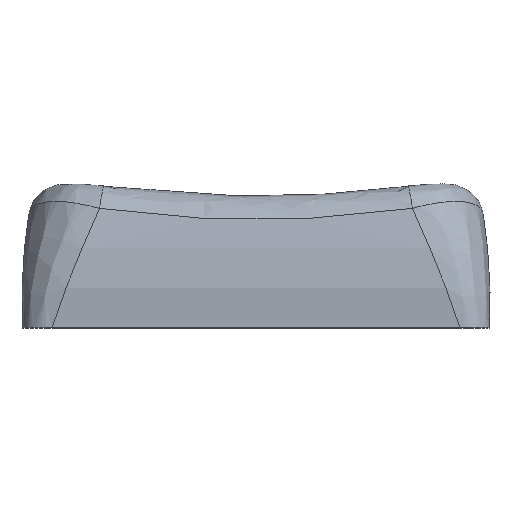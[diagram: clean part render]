
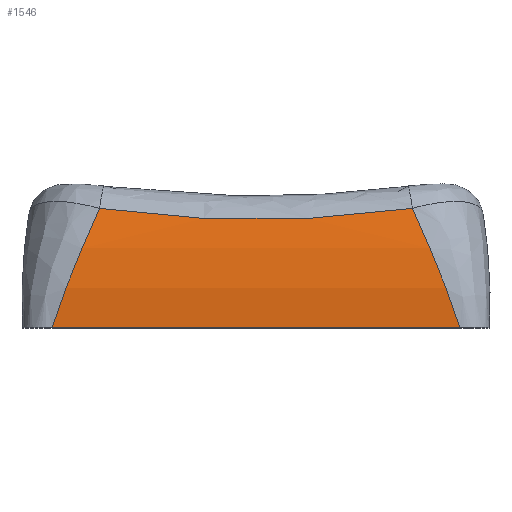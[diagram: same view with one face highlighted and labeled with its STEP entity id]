
A CAD part, top view. The second image highlights one B-rep face of the part: STEP entity #1546.
In plain terms, the highlighted cylindrical face has radius 11.654 mm (diameter 23.308 mm), a partial arc.
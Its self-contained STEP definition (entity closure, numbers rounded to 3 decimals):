
#96=LINE('',#3675,#174);
#174=VECTOR('',#1924,10.);
#228=CYLINDRICAL_SURFACE('',#1678,11.654);
#300=FACE_OUTER_BOUND('',#400,.T.);
#400=EDGE_LOOP('',(#1226,#1227,#1228,#1229));
#461=ELLIPSE('',#1672,38.466,37.237);
#571=B_SPLINE_CURVE_WITH_KNOTS('',3,(#3581,#3582,#3583,#3584,#3585,#3586),
 .UNSPECIFIED.,.F.,.F.,(4,2,4),(-0.102,0.,0.353),
 .UNSPECIFIED.);
#572=B_SPLINE_CURVE_WITH_KNOTS('',3,(#3630,#3631,#3632,#3633,#3634,#3635),
 .UNSPECIFIED.,.F.,.F.,(4,2,4),(-0.102,0.,0.353),
 .UNSPECIFIED.);
#691=VERTEX_POINT('',#3369);
#692=VERTEX_POINT('',#3371);
#698=VERTEX_POINT('',#3568);
#699=VERTEX_POINT('',#3629);
#879=EDGE_CURVE('',#692,#691,#461,.T.);
#891=EDGE_CURVE('',#691,#698,#571,.F.);
#892=EDGE_CURVE('',#699,#692,#572,.T.);
#895=EDGE_CURVE('',#699,#698,#96,.T.);
#1226=ORIENTED_EDGE('',*,*,#891,.T.);
#1227=ORIENTED_EDGE('',*,*,#895,.F.);
#1228=ORIENTED_EDGE('',*,*,#892,.T.);
#1229=ORIENTED_EDGE('',*,*,#879,.T.);
#1546=ADVANCED_FACE('',(#300),#228,.T.);
#1672=AXIS2_PLACEMENT_3D('',#3372,#1910,#1911);
#1678=AXIS2_PLACEMENT_3D('',#3674,#1922,#1923);
#1910=DIRECTION('center_axis',(0.,-0.304,-0.953));
#1911=DIRECTION('ref_axis',(1.,0.,0.));
#1922=DIRECTION('center_axis',(-1.,0.,0.));
#1923=DIRECTION('ref_axis',(0.,0.,
1.));
#1924=DIRECTION('',(-1.,0.,0.));
#3369=CARTESIAN_POINT('',(-99.838,7.045,-51.244));
#3371=CARTESIAN_POINT('',(-87.881,7.045,-51.244));
#3372=CARTESIAN_POINT('Origin',(-93.859,42.086,-62.433));
#3568=CARTESIAN_POINT('',(-101.655,2.5,-50.735));
#3581=CARTESIAN_POINT('Ctrl Pts',(-101.655,2.5,-50.735));
#3582=CARTESIAN_POINT('Ctrl Pts',(-101.547,2.831,-50.707));
#3583=CARTESIAN_POINT('Ctrl Pts',(-101.431,3.164,-50.692));
#3584=CARTESIAN_POINT('Ctrl Pts',(-100.887,4.662,-50.692));
#3585=CARTESIAN_POINT('Ctrl Pts',(-100.384,5.857,-50.865));
#3586=CARTESIAN_POINT('Ctrl Pts',(-99.838,7.045,-51.244));
#3629=CARTESIAN_POINT('',(-86.064,2.5,-50.735));
#3630=CARTESIAN_POINT('Ctrl Pts',(-86.064,2.5,-50.735));
#3631=CARTESIAN_POINT('Ctrl Pts',(-86.172,2.831,-50.706));
#3632=CARTESIAN_POINT('Ctrl Pts',(-86.288,3.164,-50.692));
#3633=CARTESIAN_POINT('Ctrl Pts',(-86.832,4.662,-50.692));
#3634=CARTESIAN_POINT('Ctrl Pts',(-87.335,5.857,-50.865));
#3635=CARTESIAN_POINT('Ctrl Pts',(-87.881,7.045,-51.244));
#3674=CARTESIAN_POINT('Origin',(-93.859,3.5,-62.346));
#3675=CARTESIAN_POINT('',(-93.86,2.5,-50.735));
